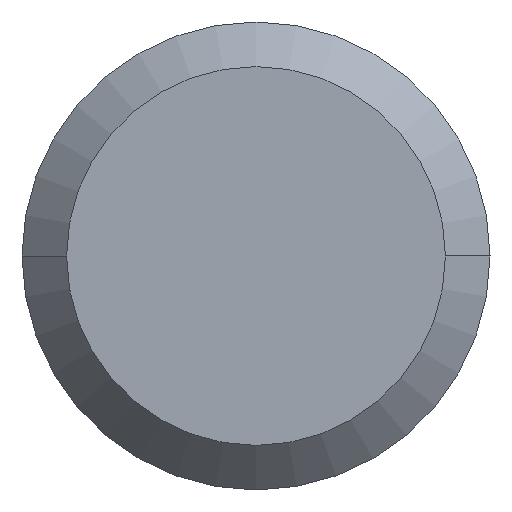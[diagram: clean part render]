
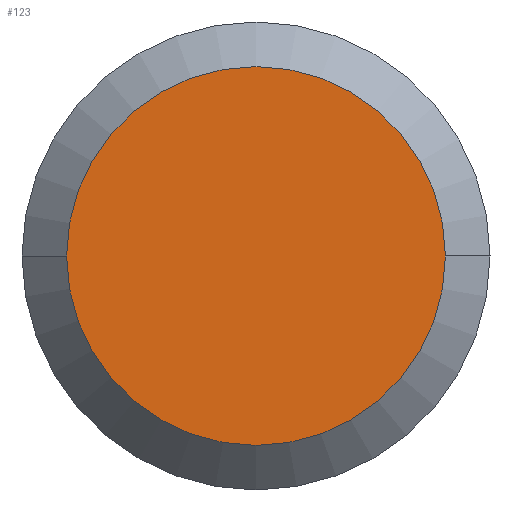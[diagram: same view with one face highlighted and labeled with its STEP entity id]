
A CAD part, left-side view. The second image highlights one B-rep face of the part: STEP entity #123.
In plain terms, the highlighted planar face has unit normal (-1, 0, 0).
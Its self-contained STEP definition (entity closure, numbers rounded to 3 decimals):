
#12 = AXIS2_PLACEMENT_3D ( 'NONE', #396, #205, #241 ) ;
#31 = DIRECTION ( 'NONE',  ( 0., 1., 0. ) ) ;
#42 = CARTESIAN_POINT ( 'NONE',  ( 0., 0., 0. ) ) ;
#91 = AXIS2_PLACEMENT_3D ( 'NONE', #308, #403, #31 ) ;
#103 = EDGE_LOOP ( 'NONE', ( #363, #272 ) ) ;
#104 = PLANE ( 'NONE',  #12 ) ;
#119 = EDGE_CURVE ( 'NONE', #335, #273, #148, .T. ) ;
#123 = ADVANCED_FACE ( 'NONE', ( #278 ), #104, .T. ) ;
#135 = CARTESIAN_POINT ( 'NONE',  ( 0., -3.238, 0. ) ) ;
#143 = EDGE_CURVE ( 'NONE', #273, #335, #153, .T. ) ;
#148 = CIRCLE ( 'NONE', #347, 3.238 ) ;
#153 = CIRCLE ( 'NONE', #91, 3.238 ) ;
#205 = DIRECTION ( 'NONE',  ( -1., 0., 0. ) ) ;
#241 = DIRECTION ( 'NONE',  ( 0., -1., 0. ) ) ;
#247 = CARTESIAN_POINT ( 'NONE',  ( 0., 3.238, 0. ) ) ;
#270 = DIRECTION ( 'NONE',  ( 0., 1., 0. ) ) ;
#272 = ORIENTED_EDGE ( 'NONE', *, *, #119, .F. ) ;
#273 = VERTEX_POINT ( 'NONE', #247 ) ;
#278 = FACE_OUTER_BOUND ( 'NONE', #103, .T. ) ;
#299 = DIRECTION ( 'NONE',  ( 1., 0., 0. ) ) ;
#308 = CARTESIAN_POINT ( 'NONE',  ( 0., 0., 0. ) ) ;
#335 = VERTEX_POINT ( 'NONE', #135 ) ;
#347 = AXIS2_PLACEMENT_3D ( 'NONE', #42, #299, #270 ) ;
#363 = ORIENTED_EDGE ( 'NONE', *, *, #143, .F. ) ;
#396 = CARTESIAN_POINT ( 'NONE',  ( 0., 0., 0. ) ) ;
#403 = DIRECTION ( 'NONE',  ( 1., 0., 0. ) ) ;
